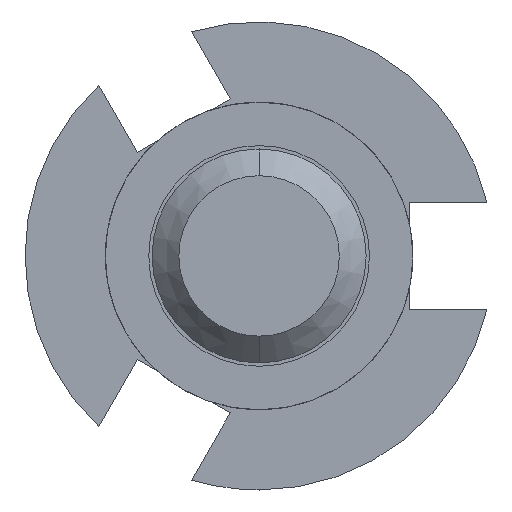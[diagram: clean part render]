
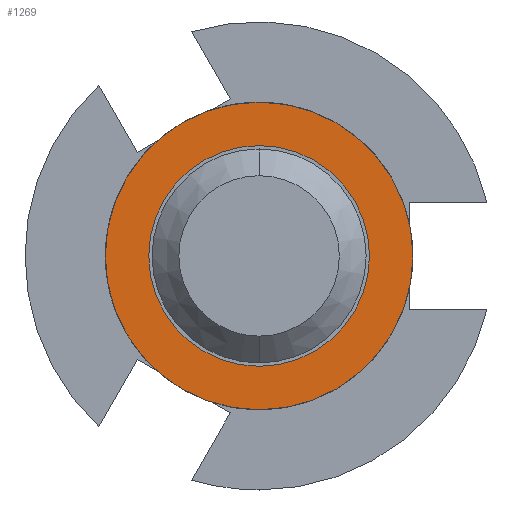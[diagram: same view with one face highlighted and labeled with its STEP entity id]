
A CAD part, front view. The second image highlights one B-rep face of the part: STEP entity #1269.
In plain terms, the highlighted planar face has unit normal (0, -1, 0).
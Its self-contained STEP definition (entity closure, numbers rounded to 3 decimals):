
#103 = AXIS2_PLACEMENT_3D ( 'NONE', #2703, #3428, #343 ) ;
#343 = DIRECTION ( 'NONE',  ( 0., 0., 1. ) ) ;
#421 = AXIS2_PLACEMENT_3D ( 'NONE', #2516, #2868, #2174 ) ;
#619 = DIRECTION ( 'NONE',  ( 0., 1., 0. ) ) ;
#803 = CIRCLE ( 'NONE', #1247, 1.15 ) ;
#871 = DIRECTION ( 'NONE',  ( 0., 0., 1. ) ) ;
#875 = FACE_BOUND ( 'NONE', #963, .T. ) ;
#912 = CARTESIAN_POINT ( 'NONE',  ( 0., -1.5, 0. ) ) ;
#963 = EDGE_LOOP ( 'NONE', ( #1591, #2593 ) ) ;
#1159 = PLANE ( 'NONE',  #421 ) ;
#1203 = CARTESIAN_POINT ( 'NONE',  ( 0., -1.5, 0.825 ) ) ;
#1246 = VERTEX_POINT ( 'NONE', #3875 ) ;
#1247 = AXIS2_PLACEMENT_3D ( 'NONE', #3927, #3938, #1500 ) ;
#1269 = ADVANCED_FACE ( 'Defeature ausgef�hrt4_17', ( #2882, #875 ), #1159, .F. ) ;
#1500 = DIRECTION ( 'NONE',  ( 0., 0., 1. ) ) ;
#1577 = EDGE_CURVE ( 'Defeature ausgef�hrt4_13+Defeature ausgef�hrt4_17+Defeature ausgef�hrt4_17+Defeature ausgef�hrt4_17', #1246, #2836, #2490, .T. ) ;
#1591 = ORIENTED_EDGE ( 'NONE', *, *, #3863, .T. ) ;
#1805 = CARTESIAN_POINT ( 'NONE',  ( 0., -1.5, 1.15 ) ) ;
#2114 = AXIS2_PLACEMENT_3D ( 'NONE', #3319, #619, #871 ) ;
#2151 = EDGE_LOOP ( 'NONE', ( #3754, #2728 ) ) ;
#2174 = DIRECTION ( 'NONE',  ( 0., 0., 1. ) ) ;
#2490 = CIRCLE ( 'NONE', #2114, 1.15 ) ;
#2514 = CARTESIAN_POINT ( 'NONE',  ( 0., -1.5, -0.825 ) ) ;
#2516 = CARTESIAN_POINT ( 'NONE',  ( 0.825, -1.5, 0. ) ) ;
#2593 = ORIENTED_EDGE ( 'NONE', *, *, #3072, .T. ) ;
#2649 = DIRECTION ( 'NONE',  ( 0., 1., 0. ) ) ;
#2703 = CARTESIAN_POINT ( 'NONE',  ( 0., -1.5, 0. ) ) ;
#2728 = ORIENTED_EDGE ( 'NONE', *, *, #1577, .F. ) ;
#2836 = VERTEX_POINT ( 'NONE', #1805 ) ;
#2868 = DIRECTION ( 'NONE',  ( 0., 1., 0. ) ) ;
#2882 = FACE_OUTER_BOUND ( 'NONE', #2151, .T. ) ;
#2939 = VERTEX_POINT ( 'NONE', #1203 ) ;
#3072 = EDGE_CURVE ( 'Defeature ausgef�hrt4_17+Defeature ausgef�hrt4_16+Defeature ausgef�hrt4_16+Defeature ausgef�hrt4_16', #3367, #2939, #3805, .T. ) ;
#3286 = AXIS2_PLACEMENT_3D ( 'NONE', #912, #2649, #3348 ) ;
#3319 = CARTESIAN_POINT ( 'NONE',  ( 0., -1.5, 0. ) ) ;
#3348 = DIRECTION ( 'NONE',  ( 0., 0., 1. ) ) ;
#3367 = VERTEX_POINT ( 'NONE', #2514 ) ;
#3394 = EDGE_CURVE ( 'Defeature ausgef�hrt4_13+Defeature ausgef�hrt4_17+Defeature ausgef�hrt4_17+Defeature ausgef�hrt4_17', #2836, #1246, #803, .T. ) ;
#3428 = DIRECTION ( 'NONE',  ( 0., 1., 0. ) ) ;
#3754 = ORIENTED_EDGE ( 'NONE', *, *, #3394, .F. ) ;
#3805 = CIRCLE ( 'NONE', #3286, 0.825 ) ;
#3863 = EDGE_CURVE ( 'Defeature ausgef�hrt4_17+Defeature ausgef�hrt4_16+Defeature ausgef�hrt4_16+Defeature ausgef�hrt4_16', #2939, #3367, #4020, .T. ) ;
#3875 = CARTESIAN_POINT ( 'NONE',  ( 0., -1.5, -1.15 ) ) ;
#3927 = CARTESIAN_POINT ( 'NONE',  ( 0., -1.5, 0. ) ) ;
#3938 = DIRECTION ( 'NONE',  ( 0., 1., 0. ) ) ;
#4020 = CIRCLE ( 'NONE', #103, 0.825 ) ;
